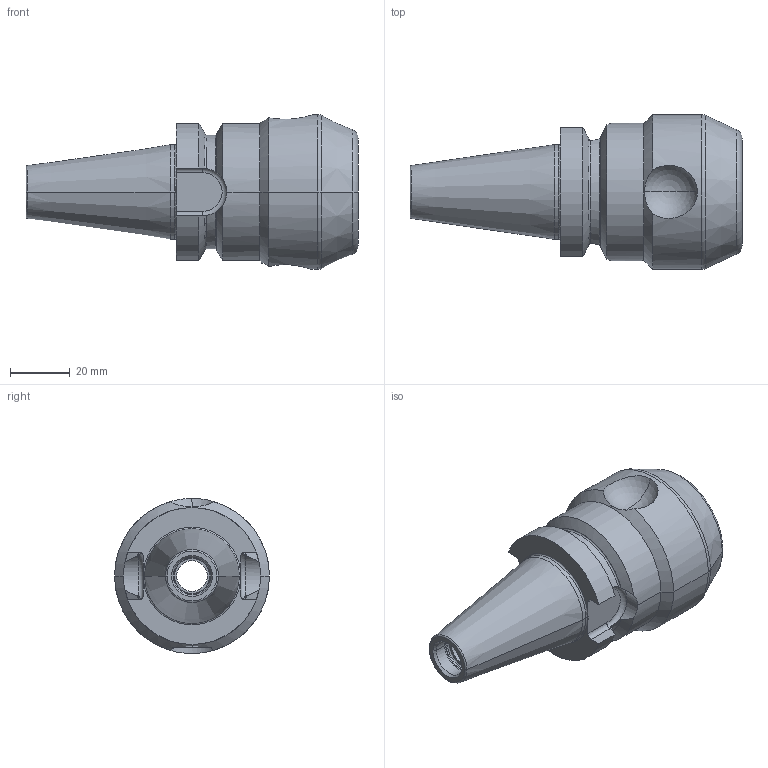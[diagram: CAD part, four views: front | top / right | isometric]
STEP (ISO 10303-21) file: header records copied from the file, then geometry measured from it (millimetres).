
FILE_DESCRIPTION((''),'2;1');
FILE_NAME('66021262M-A_ASM','2023-08-24T12:03:51',('TED.SHANTHARAJU'),(''),'CREO PARAMETRIC BY PTC INC, 2022162','CREO PARAMETRIC BY PTC INC, 2022162','');
FILE_SCHEMA(('CONFIG_CONTROL_DESIGN'));
Length unit declared in the file: millimetre
Products named in the file (3): 66021262M; M16-16; 66021262M-A_ASM
Assembly tree (2 placements, depth 2):
  66021262M-A_ASM
    66021262M
    M16-16
Bounding box: 111.4 x 52 x 52 mm (x, y, z)
Volume: 107469.2 mm3; surface area: 25197.2 mm2
Topology: 2 solids, 5 shells, 129 faces, 313 edges, 187 vertices
Faces by surface type: cylinder 43, plane 34, cone 28, torus 22, sphere 2
Entity records: 4089 total; most frequent: CARTESIAN_POINT 1004, DIRECTION 670, ORIENTED_EDGE 602, EDGE_CURVE 307, AXIS2_PLACEMENT_3D 285, VERTEX_POINT 187, CIRCLE 147, EDGE_LOOP 138
